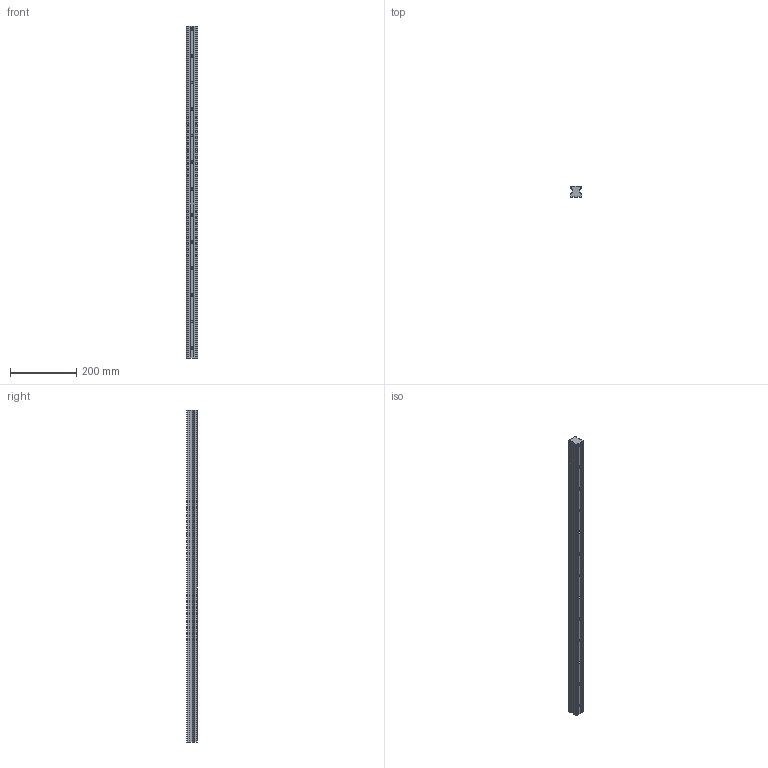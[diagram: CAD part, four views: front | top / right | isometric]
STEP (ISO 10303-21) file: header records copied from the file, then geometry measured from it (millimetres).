
FILE_DESCRIPTION (( 'STEP AP214' ), '1' );
FILE_NAME ('ARU35-rail.STEP', '2012-10-01T09:49:29', ( '' ), ( '' ), 'SwSTEP 2.0', 'SolidWorks 2010', '' );
FILE_SCHEMA (( 'AUTOMOTIVE_DESIGN' ));
Length unit declared in the file: millimetre
Products named in the file (1): ARU35-rail
Bounding box: 34 x 32 x 1000 mm (x, y, z)
Volume: 897362.1 mm3; surface area: 144738.6 mm2
Topology: 1 solids, 1 shells, 227 faces, 610 edges, 372 vertices
Faces by surface type: cylinder 82, plane 80, cone 65
Entity records: 6997 total; most frequent: CARTESIAN_POINT 1496, ORIENTED_EDGE 1168, DIRECTION 1165, EDGE_CURVE 584, AXIS2_PLACEMENT_3D 457, VERTEX_POINT 372, LINE 251, VECTOR 251
